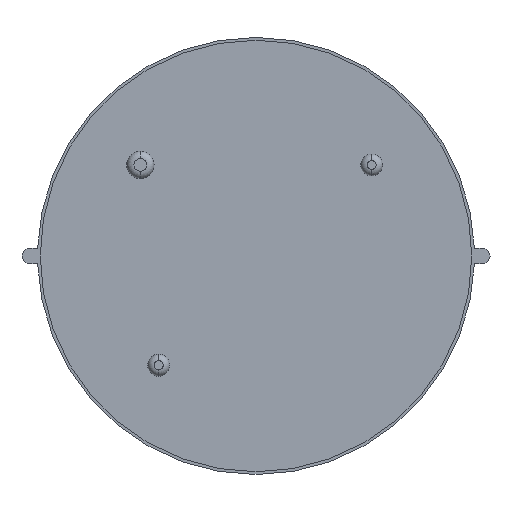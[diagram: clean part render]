
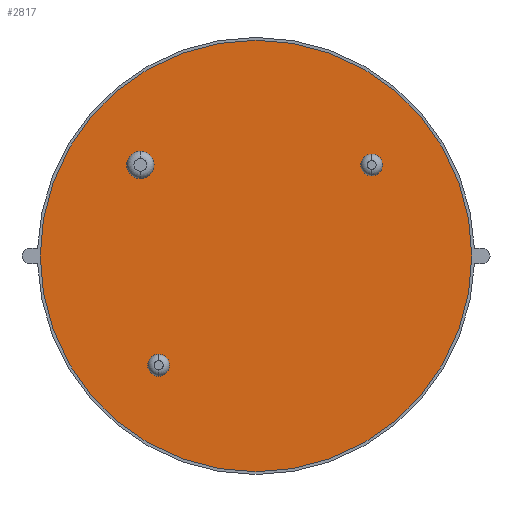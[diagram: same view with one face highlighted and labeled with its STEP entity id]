
A CAD part, front view. The second image highlights one B-rep face of the part: STEP entity #2817.
In plain terms, the highlighted planar face has unit normal (0, -1, 0).
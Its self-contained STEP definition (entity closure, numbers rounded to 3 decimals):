
#370 = EDGE_CURVE ( 'NONE', #6256, #1692, #6775, .T. ) ;
#391 = EDGE_CURVE ( 'NONE', #2145, #3702, #2269, .T. ) ;
#510 = CARTESIAN_POINT ( 'NONE',  ( -53.5, 0., -60. ) ) ;
#644 = AXIS2_PLACEMENT_3D ( 'NONE', #686, #2398, #1816 ) ;
#686 = CARTESIAN_POINT ( 'NONE',  ( -63.5, 0., 50. ) ) ;
#770 = CARTESIAN_POINT ( 'NONE',  ( -63.5, 0., 57.5 ) ) ;
#823 = CARTESIAN_POINT ( 'NONE',  ( 63.5, 0., 56. ) ) ;
#909 = CARTESIAN_POINT ( 'NONE',  ( 63.5, 0., 50. ) ) ;
#1041 = DIRECTION ( 'NONE',  ( 0., -1., 0. ) ) ;
#1065 = DIRECTION ( 'NONE',  ( 0., 0., 1. ) ) ;
#1133 = ORIENTED_EDGE ( 'NONE', *, *, #5549, .F. ) ;
#1172 = DIRECTION ( 'NONE',  ( 0., 0., 1. ) ) ;
#1207 = AXIS2_PLACEMENT_3D ( 'NONE', #4310, #4328, #5884 ) ;
#1266 = EDGE_CURVE ( 'NONE', #6958, #7318, #4068, .T. ) ;
#1333 = CIRCLE ( 'NONE', #5362, 6. ) ;
#1361 = VERTEX_POINT ( 'NONE', #770 ) ;
#1460 = DIRECTION ( 'NONE',  ( 0., -1., 0. ) ) ;
#1478 = DIRECTION ( 'NONE',  ( 0., 0., 1. ) ) ;
#1522 = CIRCLE ( 'NONE', #3766, 7.5 ) ;
#1603 = VERTEX_POINT ( 'NONE', #3090 ) ;
#1692 = VERTEX_POINT ( 'NONE', #3871 ) ;
#1813 = EDGE_CURVE ( 'NONE', #3702, #2145, #3447, .T. ) ;
#1816 = DIRECTION ( 'NONE',  ( 0., 0., 1. ) ) ;
#1864 = CARTESIAN_POINT ( 'NONE',  ( -53.5, 0., -60. ) ) ;
#2022 = AXIS2_PLACEMENT_3D ( 'NONE', #510, #1041, #1065 ) ;
#2094 = FACE_BOUND ( 'NONE', #7107, .T. ) ;
#2145 = VERTEX_POINT ( 'NONE', #6165 ) ;
#2165 = CARTESIAN_POINT ( 'NONE',  ( 0., 0., -118.5 ) ) ;
#2269 = CIRCLE ( 'NONE', #1207, 118.5 ) ;
#2293 = DIRECTION ( 'NONE',  ( 0., -1., 0. ) ) ;
#2398 = DIRECTION ( 'NONE',  ( 0., -1., 0. ) ) ;
#2401 = DIRECTION ( 'NONE',  ( 0., 0., 1. ) ) ;
#2481 = ORIENTED_EDGE ( 'NONE', *, *, #370, .F. ) ;
#2800 = CARTESIAN_POINT ( 'NONE',  ( -63.5, 0., 50. ) ) ;
#2817 = ADVANCED_FACE ( 'NONE', ( #5629, #4582, #5015, #2094 ), #4270, .F. ) ;
#3017 = DIRECTION ( 'NONE',  ( 0., -1., 0. ) ) ;
#3029 = AXIS2_PLACEMENT_3D ( 'NONE', #1864, #3017, #2401 ) ;
#3090 = CARTESIAN_POINT ( 'NONE',  ( -63.5, 0., 42.5 ) ) ;
#3318 = DIRECTION ( 'NONE',  ( 0., -1., 0. ) ) ;
#3440 = DIRECTION ( 'NONE',  ( 0., 0., 1. ) ) ;
#3447 = CIRCLE ( 'NONE', #5014, 118.5 ) ;
#3488 = CARTESIAN_POINT ( 'NONE',  ( 63.5, 0., 50. ) ) ;
#3661 = ORIENTED_EDGE ( 'NONE', *, *, #6866, .F. ) ;
#3702 = VERTEX_POINT ( 'NONE', #2165 ) ;
#3766 = AXIS2_PLACEMENT_3D ( 'NONE', #2800, #2293, #3440 ) ;
#3871 = CARTESIAN_POINT ( 'NONE',  ( -53.5, 0., -66. ) ) ;
#3932 = AXIS2_PLACEMENT_3D ( 'NONE', #6498, #4362, #1478 ) ;
#4068 = CIRCLE ( 'NONE', #6891, 6. ) ;
#4184 = EDGE_CURVE ( 'NONE', #1692, #6256, #6839, .T. ) ;
#4270 = PLANE ( 'NONE',  #3932 ) ;
#4288 = ORIENTED_EDGE ( 'NONE', *, *, #4184, .F. ) ;
#4296 = DIRECTION ( 'NONE',  ( 0., 0., 1. ) ) ;
#4310 = CARTESIAN_POINT ( 'NONE',  ( 0., 0., 0. ) ) ;
#4328 = DIRECTION ( 'NONE',  ( 0., -1., 0. ) ) ;
#4362 = DIRECTION ( 'NONE',  ( 0., 1., 0. ) ) ;
#4454 = EDGE_LOOP ( 'NONE', ( #4767, #6291 ) ) ;
#4485 = DIRECTION ( 'NONE',  ( 0., 0., 1. ) ) ;
#4582 = FACE_OUTER_BOUND ( 'NONE', #4454, .T. ) ;
#4655 = CARTESIAN_POINT ( 'NONE',  ( 63.5, 0., 44. ) ) ;
#4767 = ORIENTED_EDGE ( 'NONE', *, *, #391, .T. ) ;
#4979 = EDGE_LOOP ( 'NONE', ( #4288, #2481 ) ) ;
#5014 = AXIS2_PLACEMENT_3D ( 'NONE', #5685, #3318, #4485 ) ;
#5015 = FACE_BOUND ( 'NONE', #5347, .T. ) ;
#5096 = CARTESIAN_POINT ( 'NONE',  ( -53.5, 0., -54. ) ) ;
#5333 = ORIENTED_EDGE ( 'NONE', *, *, #6362, .F. ) ;
#5347 = EDGE_LOOP ( 'NONE', ( #3661, #1133 ) ) ;
#5362 = AXIS2_PLACEMENT_3D ( 'NONE', #909, #1460, #4296 ) ;
#5549 = EDGE_CURVE ( 'NONE', #1361, #1603, #1522, .T. ) ;
#5629 = FACE_BOUND ( 'NONE', #4979, .T. ) ;
#5685 = CARTESIAN_POINT ( 'NONE',  ( 0., 0., 0. ) ) ;
#5695 = DIRECTION ( 'NONE',  ( 0., -1., 0. ) ) ;
#5840 = ORIENTED_EDGE ( 'NONE', *, *, #1266, .F. ) ;
#5884 = DIRECTION ( 'NONE',  ( 0., 0., 1. ) ) ;
#6099 = CIRCLE ( 'NONE', #644, 7.5 ) ;
#6165 = CARTESIAN_POINT ( 'NONE',  ( 0., 0., 118.5 ) ) ;
#6256 = VERTEX_POINT ( 'NONE', #5096 ) ;
#6291 = ORIENTED_EDGE ( 'NONE', *, *, #1813, .T. ) ;
#6362 = EDGE_CURVE ( 'NONE', #7318, #6958, #1333, .T. ) ;
#6498 = CARTESIAN_POINT ( 'NONE',  ( 0., 0., 0. ) ) ;
#6775 = CIRCLE ( 'NONE', #2022, 6. ) ;
#6839 = CIRCLE ( 'NONE', #3029, 6. ) ;
#6866 = EDGE_CURVE ( 'NONE', #1603, #1361, #6099, .T. ) ;
#6891 = AXIS2_PLACEMENT_3D ( 'NONE', #3488, #5695, #1172 ) ;
#6958 = VERTEX_POINT ( 'NONE', #823 ) ;
#7107 = EDGE_LOOP ( 'NONE', ( #5333, #5840 ) ) ;
#7318 = VERTEX_POINT ( 'NONE', #4655 ) ;
